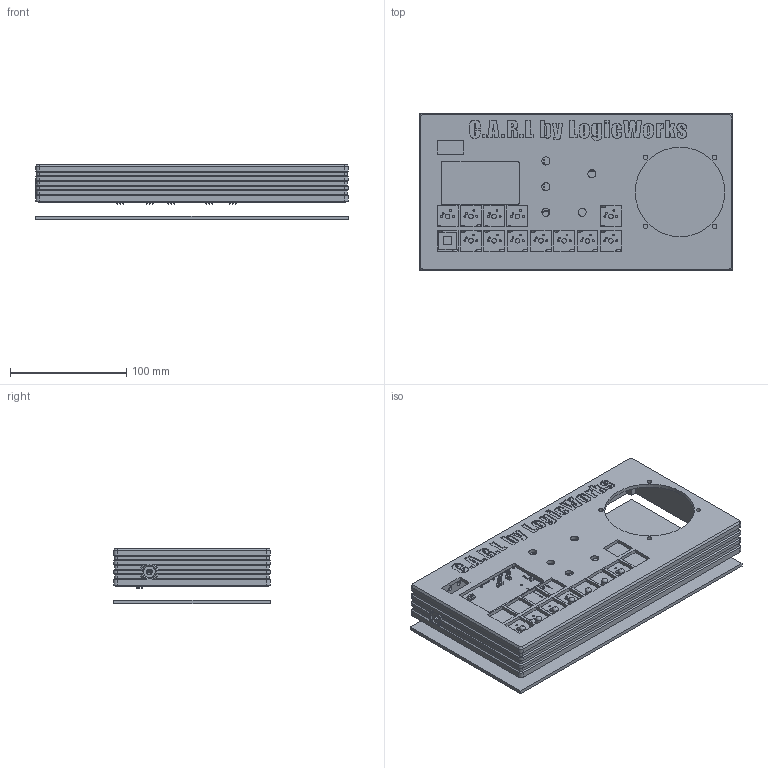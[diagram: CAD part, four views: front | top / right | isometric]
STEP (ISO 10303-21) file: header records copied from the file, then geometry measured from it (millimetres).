
FILE_DESCRIPTION(/* description */ (''),/* implementation_level */ '2;1');
FILE_NAME(/* name */ 'Carl_Enclosure.step',/* time_stamp */ '2025-12-11T15:14:32-08:00',/* author */ (''),/* organization */ (''),/* preprocessor_version */ 'ST-DEVELOPER v20.1',/* originating_system */ 'Autodesk Translation Framework v14.21.0.0',/* authorisation */ '');
FILE_SCHEMA (('AUTOMOTIVE_DESIGN { 1 0 10303 214 3 1 1 }'));
Products named in the file (13): Carl; CARL 1; HTSSOP-32-1EP_6.1x11mm_P0.65mm_EP5.2x11mm; SOIC-28W_7.5x17.9mm_P1.27mm; SW_DIP_SPSTx01_Slide_6.7x4.1mm_W6.73mm_P2.54mm_LowProfile_JPin; TO-220-3_Vertical; Speaker_CUI_CMR-1206S-67; R_0805_2012Metric; C_0805_2012Metric; PinHeader_1x02_P2.54mm_Vertical; PinHeader_1x01_P2.54mm_Vertical; LED_D5.0mm; CARL_PCB
Assembly tree (64 placements, depth 3):
  Carl
    CARL 1
      LED_D5.0mm  x18
      HTSSOP-32-1EP_6.1x11mm_P0.65mm_EP5.2x11mm
      C_0805_2012Metric  x15
      PinHeader_1x02_P2.54mm_Vertical  x7
      PinHeader_1x01_P2.54mm_Vertical  x9
      TO-220-3_Vertical  x5
      SOIC-28W_7.5x17.9mm_P1.27mm
      R_0805_2012Metric  x4
      SW_DIP_SPSTx01_Slide_6.7x4.1mm_W6.73mm_P2.54mm_LowProfile_JPin
      Speaker_CUI_CMR-1206S-67
      CARL_PCB
Bounding box: 269 x 135 x 48 mm (x, y, z)
Volume: 285732.7 mm3; surface area: 234455.7 mm2
Topology: 70 solids, 70 shells, 3858 faces, 10064 edges, 6498 vertices
Faces by surface type: plane 2741, cylinder 863, bspline 195, cone 41, sphere 18
Full cylindrical faces by diameter (mm): 0.3 x36, 0.55 x4, 0.9 x36, 1 x67, 1.1 x15, 1.5 x30, 1.6 x8, 1.7 x26, 2 x3, 3.735 x5, 4 x17, 4.9 x18, 5 x14, 7 x9, 20 x1, 77 x1
Entity records: 79339 total; most frequent: CARTESIAN_POINT 16426, ORIENTED_EDGE 12922, DIRECTION 11928, EDGE_CURVE 6461, LINE 4728, VECTOR 4728, VERTEX_POINT 4159, AXIS2_PLACEMENT_3D 3600
